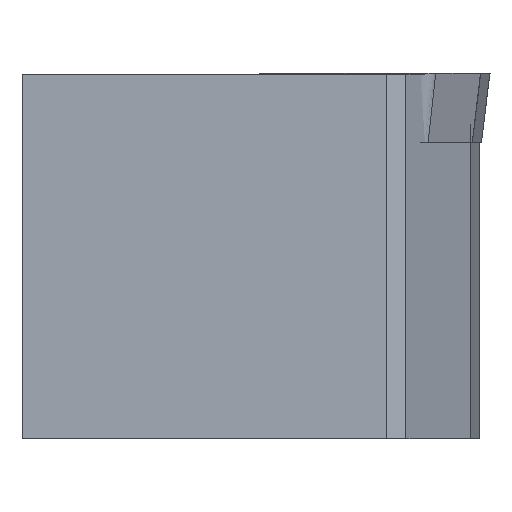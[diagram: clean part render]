
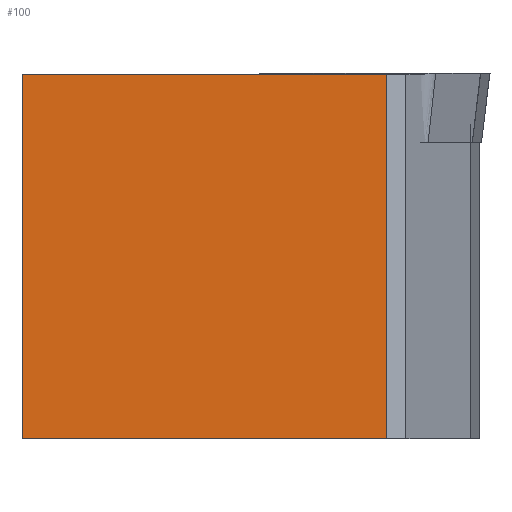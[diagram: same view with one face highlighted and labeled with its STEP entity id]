
A CAD part, front view. The second image highlights one B-rep face of the part: STEP entity #100.
In plain terms, the highlighted planar face has unit normal (0, -1, 0).
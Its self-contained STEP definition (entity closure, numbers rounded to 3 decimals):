
#100=ADVANCED_FACE('',(#159),#134,.F.);
#134=PLANE('',#661);
#159=FACE_OUTER_BOUND('',#188,.T.);
#188=EDGE_LOOP('',(#259,#260,#261,#262));
#259=ORIENTED_EDGE('',*,*,#475,.F.);
#260=ORIENTED_EDGE('',*,*,#476,.F.);
#261=ORIENTED_EDGE('',*,*,#456,.T.);
#262=ORIENTED_EDGE('',*,*,#474,.T.);
#397=VERTEX_POINT('',#837);
#398=VERTEX_POINT('',#839);
#411=VERTEX_POINT('',#873);
#412=VERTEX_POINT('',#877);
#456=EDGE_CURVE('',#398,#397,#540,.T.);
#474=EDGE_CURVE('',#397,#411,#558,.T.);
#475=EDGE_CURVE('',#412,#411,#559,.T.);
#476=EDGE_CURVE('',#398,#412,#560,.T.);
#540=LINE('',#838,#602);
#558=LINE('',#874,#620);
#559=LINE('',#876,#621);
#560=LINE('',#878,#622);
#602=VECTOR('',#703,1.);
#620=VECTOR('',#729,1.);
#621=VECTOR('',#732,1.);
#622=VECTOR('',#733,1.);
#661=AXIS2_PLACEMENT_3D('',#879,#734,#735);
#703=DIRECTION('',(-1.,0.,0.));
#729=DIRECTION('',(0.,0.,-1.));
#732=DIRECTION('',(-1.,0.,0.));
#733=DIRECTION('',(0.,0.,-1.));
#734=DIRECTION('',(0.,1.,0.));
#735=DIRECTION('',(0.,0.,-1.));
#837=CARTESIAN_POINT('',(-32.218,-151.429,-0.06));
#838=CARTESIAN_POINT('',(-7.218,-151.429,-0.06));
#839=CARTESIAN_POINT('',(-7.218,-151.429,-0.06));
#873=CARTESIAN_POINT('',(-32.218,-151.429,-25.06));
#874=CARTESIAN_POINT('',(-32.218,-151.429,-0.06));
#876=CARTESIAN_POINT('',(-7.218,-151.429,-25.06));
#877=CARTESIAN_POINT('',(-7.218,-151.429,-25.06));
#878=CARTESIAN_POINT('',(-7.218,-151.429,-0.06));
#879=CARTESIAN_POINT('',(-7.218,-151.429,-0.06));
